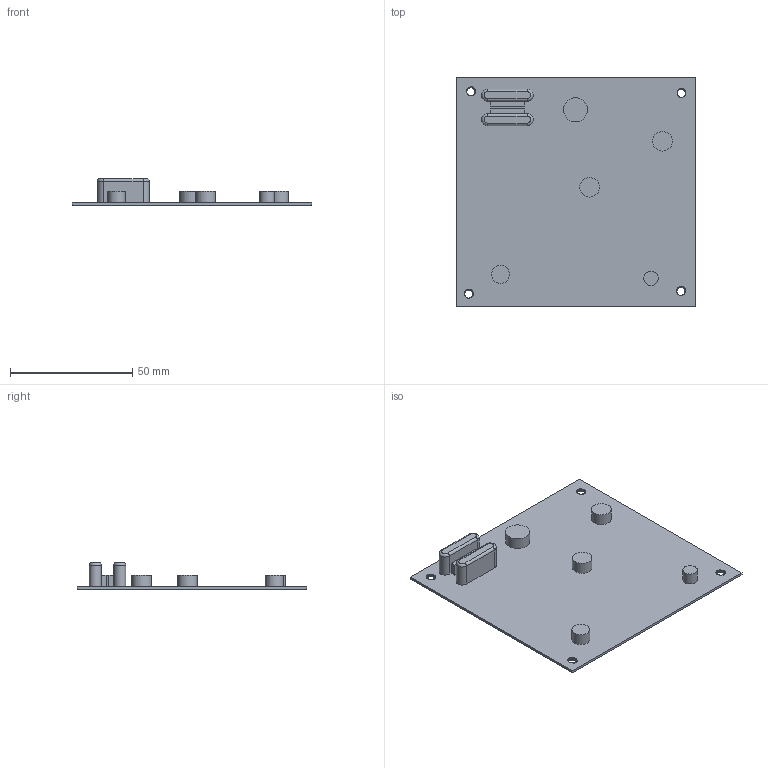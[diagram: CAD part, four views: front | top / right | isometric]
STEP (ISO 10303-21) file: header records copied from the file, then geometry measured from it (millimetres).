
FILE_DESCRIPTION(/* description */ ('','CAx-IF Rec.Pracs.---Representation and Presentation of Product Manufacturing Information (PMI)---4.0---2014-10-13'),/* implementation_level */ '2;1');
FILE_NAME(/* name */ 'Bottom.step',/* time_stamp */ '2025-02-20T22:44:55-05:00',/* author */ (''),/* organization */ (''),/* preprocessor_version */ 'ST-DEVELOPER v20',/* originating_system */ 'Autodesk Translation Framework v13.20.0.188',/* authorisation */ '');
FILE_SCHEMA (('AP242_MANAGED_MODEL_BASED_3D_ENGINEERING_MIM_LF { 1 0 10303 442 1 1 4 }'));
Length unit declared in the file: millimetre
Products named in the file (1): Bottom
Bounding box: 98.14 x 93.94 x 11 mm (x, y, z)
Volume: 12586.9 mm3; surface area: 20410.2 mm2
Topology: 1 solids, 1 shells, 171 faces, 457 edges, 302 vertices
Faces by surface type: bspline 76, plane 58, cylinder 33, torus 4
Full cylindrical faces by diameter (mm): 4.109 x1, 4.11 x1, 5.93 x1, 7.327 x1, 8.037 x1, 8.055 x1, 9.836 x1
Entity records: 7982 total; most frequent: CARTESIAN_POINT 4223, ORIENTED_EDGE 914, DIRECTION 503, EDGE_CURVE 457, VERTEX_POINT 302, LINE 219, VECTOR 219, EDGE_LOOP 193
